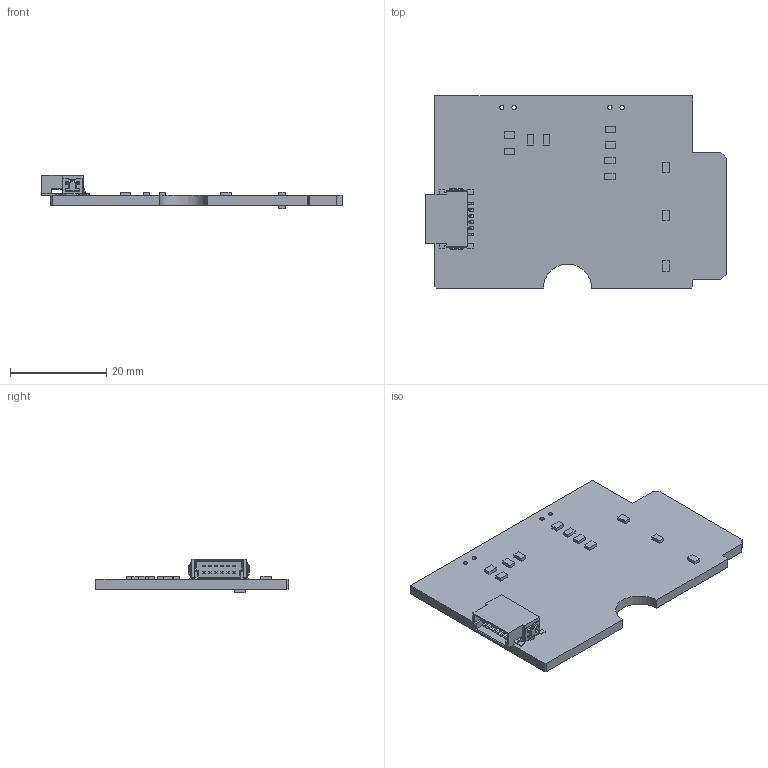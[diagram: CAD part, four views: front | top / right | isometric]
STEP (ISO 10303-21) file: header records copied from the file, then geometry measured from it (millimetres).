
FILE_DESCRIPTION(('Open CASCADE Model'),'2;1');
FILE_NAME('Open CASCADE Shape Model','2023-12-23T20:18:54',('Author'),( 'Open CASCADE'),'Open CASCADE STEP processor 7.5','Open CASCADE 7.5' ,'Unknown');
FILE_SCHEMA(('AUTOMOTIVE_DESIGN { 1 0 10303 214 1 1 1 1 }'));
Length unit declared in the file: millimetre
Products named in the file (25): PCB; Board; Open CASCADE STEP translator 7.5 1.1.1; R6; 6160184544; Extruded; R5; R4; R3; R2; 6160184304; R1; D1; D2; CN3; m55-7101242_asm; M55-71012_MOULD; M55-710_STRAP; M55-710_LARGE_CONTACT; M55-710_SMALL_CONTACT; C2; C1; C4; C3
Assembly tree (45 placements, depth 4):
  PCB
    Board
      Open CASCADE STEP translator 7.5 1.1.1
    R6
      6160184544
        Extruded
    R5
      6160184544
        Extruded
    R4
      6160184544
        Extruded
    R3
      6160184544
        Extruded
    R2
      6160184304
        Extruded
    R1
      6160184304
        Extruded
    D1
      6160184304
        Extruded
    D2
      6160184304
        Extruded
    CN3
      m55-7101242_asm
        M55-71012_MOULD
        M55-710_STRAP  x2
        M55-710_LARGE_CONTACT  x6
        M55-710_SMALL_CONTACT  x6
    C2
      6160184544
        Extruded
    C1
      6160184544
        Extruded
    C4
      6160184304
        Extruded
    C3
      6160184304
        Extruded
Bounding box: 62.61 x 40.01 x 7 mm (x, y, z)
Volume: 5030.1 mm3; surface area: 6022.4 mm2
Topology: 28 solids, 28 shells, 1098 faces, 3035 edges, 2004 vertices
Faces by surface type: plane 781, cylinder 314, cone 3
Full cylindrical faces by diameter (mm): 0.9 x4, 1.75 x2
Entity records: 16538 total; most frequent: CARTESIAN_POINT 3007, ORIENTED_EDGE 2646, DIRECTION 2450, EDGE_CURVE 1323, LINE 1088, VECTOR 1088, VERTEX_POINT 868, AXIS2_PLACEMENT_3D 681
